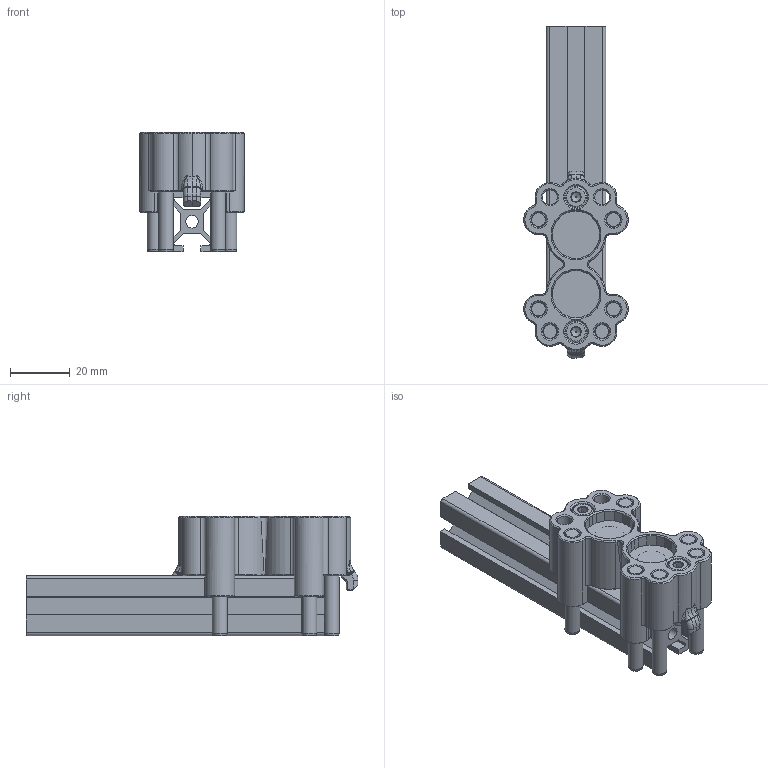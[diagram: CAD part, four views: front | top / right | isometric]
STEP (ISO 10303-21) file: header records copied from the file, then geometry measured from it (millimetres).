
FILE_DESCRIPTION(/* description */ (''),/* implementation_level */ '2;1');
FILE_NAME(/* name */ 'Counterbore_20.step',/* time_stamp */ '2026-02-20T00:25:37-08:00',/* author */ (''),/* organization */ (''),/* preprocessor_version */ 'ST-DEVELOPER v20.1',/* originating_system */ 'Autodesk Translation Framework v14.24.0.0',/* authorisation */ '');
FILE_SCHEMA (('AUTOMOTIVE_DESIGN { 1 0 10303 214 3 1 1 }'));
Length unit declared in the file: millimetre
Products named in the file (6): 2026-02-20-00-25-23-748; 2025-12-07-18-07-48-236; 2026-02-20-00-25-23-752; 2026-02-20-00-25-23-749; 2026-02-15-03-44-28-586; 2026-02-15-03-45-25-427
Assembly tree (11 placements, depth 2):
  2026-02-20-00-25-23-748
    2025-12-07-18-07-48-236
    2026-02-20-00-25-23-752
    2026-02-20-00-25-23-749
    2026-02-15-03-44-28-586  x2
    2026-02-15-03-45-25-427  x6
Bounding box: 35.1 x 111.35 x 40 mm (x, y, z)
Volume: 43677.8 mm3; surface area: 34519.9 mm2
Topology: 10 solids, 10 shells, 621 faces, 1487 edges, 892 vertices
Faces by surface type: plane 336, cone 134, cylinder 111, bspline 28, torus 12
Full cylindrical faces by diameter (mm): 4 x2, 4.2 x1, 5 x14, 7 x2
Entity records: 17923 total; most frequent: CARTESIAN_POINT 4165, ORIENTED_EDGE 2824, DIRECTION 2818, EDGE_CURVE 1412, LINE 968, VECTOR 968, AXIS2_PLACEMENT_3D 925, VERTEX_POINT 850
